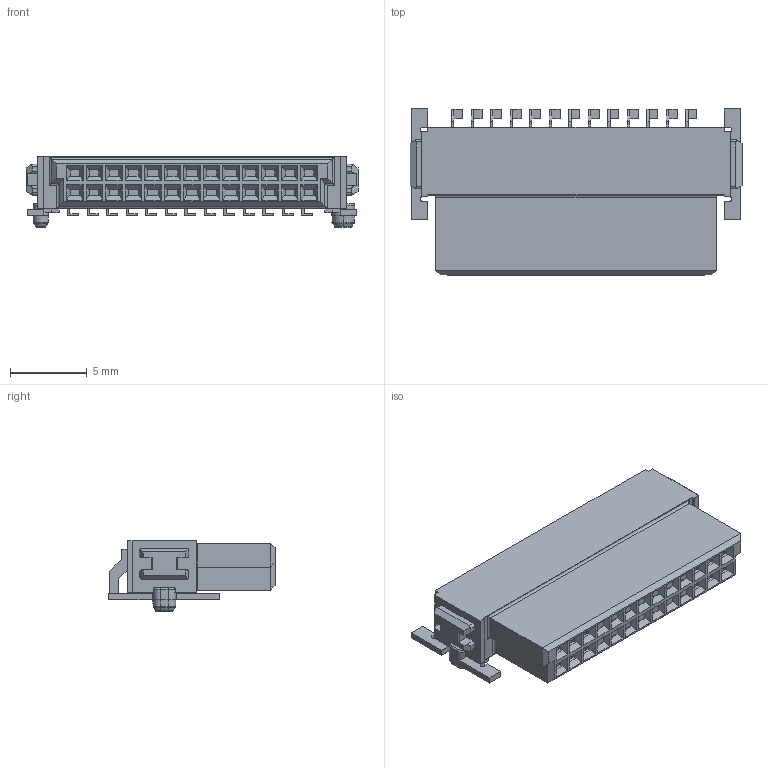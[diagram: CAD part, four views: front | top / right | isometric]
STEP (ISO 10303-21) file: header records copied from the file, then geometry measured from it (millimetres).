
FILE_DESCRIPTION((''),'2;1');
FILE_NAME('ERNI_154741.stp','2010-11-30T09:55:34',(''),(''),'Mechanical Desktop 2011','Mechanical Desktop 2011',', , ');
FILE_SCHEMA(('AUTOMOTIVE_DESIGN { 1 2 10303 214 1 1 1 1 }'));
Length unit declared in the file: millimetre
Products named in the file (1): Product
Bounding box: 21.59 x 10.8 x 4.6 mm (x, y, z)
Volume: 596.4 mm3; surface area: 951.4 mm2
Topology: 55 solids, 55 shells, 853 faces, 2064 edges, 1347 vertices
Faces by surface type: plane 779, cylinder 35, bspline 20, torus 11, cone 8
Entity records: 24402 total; most frequent: CARTESIAN_POINT 4389, ORIENTED_EDGE 4128, DIRECTION 3836, EDGE_CURVE 2064, VECTOR 1952, LINE 1952, VERTEX_POINT 1347, AXIS2_PLACEMENT_3D 942
